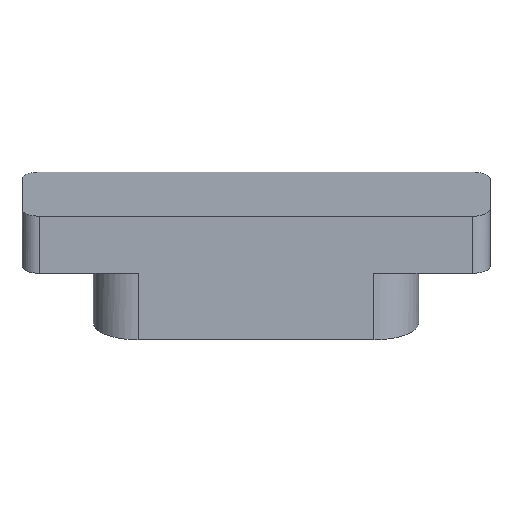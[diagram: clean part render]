
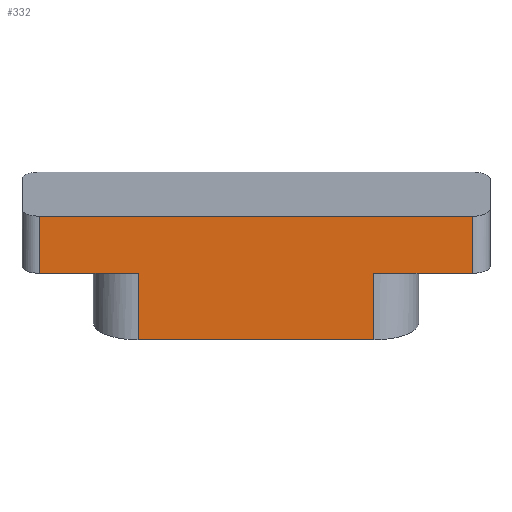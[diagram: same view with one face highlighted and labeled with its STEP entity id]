
A CAD part, top view. The second image highlights one B-rep face of the part: STEP entity #332.
In plain terms, the highlighted planar face has unit normal (0, 0, 1).
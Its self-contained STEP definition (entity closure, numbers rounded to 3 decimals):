
#30=FACE_OUTER_BOUND('',#48,.T.);
#48=EDGE_LOOP('',(#255,#256,#257,#258,#259,#260,#261,#262));
#75=LINE('',#497,#107);
#79=LINE('',#515,#111);
#84=LINE('',#530,#116);
#85=LINE('',#535,#117);
#90=LINE('',#545,#122);
#92=LINE('',#551,#124);
#93=LINE('',#553,#125);
#94=LINE('',#554,#126);
#107=VECTOR('',#395,10.);
#111=VECTOR('',#411,10.);
#116=VECTOR('',#424,10.);
#117=VECTOR('',#429,10.);
#122=VECTOR('',#440,10.);
#124=VECTOR('',#446,10.);
#125=VECTOR('',#447,10.);
#126=VECTOR('',#448,10.);
#139=VERTEX_POINT('',#495);
#140=VERTEX_POINT('',#496);
#148=VERTEX_POINT('',#513);
#154=VERTEX_POINT('',#528);
#156=VERTEX_POINT('',#533);
#158=VERTEX_POINT('',#544);
#160=VERTEX_POINT('',#550);
#161=VERTEX_POINT('',#552);
#171=EDGE_CURVE('',#139,#140,#75,.F.);
#180=EDGE_CURVE('',#148,#139,#79,.T.);
#188=EDGE_CURVE('',#154,#148,#84,.F.);
#190=EDGE_CURVE('',#156,#154,#85,.T.);
#195=EDGE_CURVE('',#140,#158,#90,.T.);
#198=EDGE_CURVE('',#160,#156,#92,.F.);
#199=EDGE_CURVE('',#161,#160,#93,.T.);
#200=EDGE_CURVE('',#158,#161,#94,.T.);
#255=ORIENTED_EDGE('',*,*,#195,.F.);
#256=ORIENTED_EDGE('',*,*,#171,.F.);
#257=ORIENTED_EDGE('',*,*,#180,.F.);
#258=ORIENTED_EDGE('',*,*,#188,.F.);
#259=ORIENTED_EDGE('',*,*,#190,.F.);
#260=ORIENTED_EDGE('',*,*,#198,.F.);
#261=ORIENTED_EDGE('',*,*,#199,.F.);
#262=ORIENTED_EDGE('',*,*,#200,.F.);
#319=PLANE('',#374);
#332=ADVANCED_FACE('',(#30),#319,.T.);
#374=AXIS2_PLACEMENT_3D('',#549,#444,#445);
#395=DIRECTION('',(1.,0.,0.));
#411=DIRECTION('',(0.,-1.,0.));
#424=DIRECTION('',(-1.,0.,0.));
#429=DIRECTION('',(0.,1.,0.));
#440=DIRECTION('',(0.,-1.,0.));
#444=DIRECTION('center_axis',(0.,0.,1.));
#445=DIRECTION('ref_axis',(-1.,0.,0.));
#446=DIRECTION('',(1.,0.,0.));
#447=DIRECTION('',(0.,1.,0.));
#448=DIRECTION('',(-1.,0.,0.));
#495=CARTESIAN_POINT('',(10.6,0.,3.4));
#496=CARTESIAN_POINT('',(7.85,0.,3.4));
#497=CARTESIAN_POINT('',(-1.,0.,3.4));
#513=CARTESIAN_POINT('',(10.6,1.596,3.4));
#515=CARTESIAN_POINT('',(10.6,0.,3.4));
#528=CARTESIAN_POINT('',(-1.5,1.596,3.4));
#530=CARTESIAN_POINT('',(-1.,1.596,3.4));
#533=CARTESIAN_POINT('',(-1.5,0.,3.4));
#535=CARTESIAN_POINT('',(-1.5,0.,3.4));
#544=CARTESIAN_POINT('',(7.85,-1.862,3.4));
#545=CARTESIAN_POINT('',(7.85,0.,3.4));
#549=CARTESIAN_POINT('Origin',(9.1,0.,3.4));
#550=CARTESIAN_POINT('',(1.25,0.,3.4));
#551=CARTESIAN_POINT('',(-1.,0.,3.4));
#552=CARTESIAN_POINT('',(1.25,-1.862,3.4));
#553=CARTESIAN_POINT('',(1.25,0.,3.4));
#554=CARTESIAN_POINT('',(4.55,-1.862,3.4));
